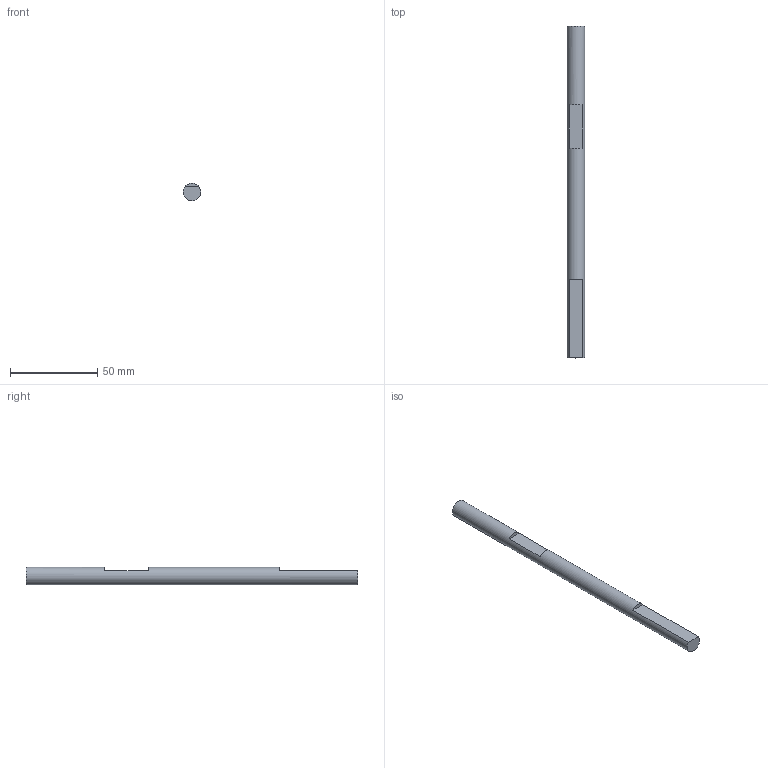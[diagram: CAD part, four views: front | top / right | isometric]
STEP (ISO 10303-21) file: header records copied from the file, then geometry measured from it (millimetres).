
FILE_DESCRIPTION(/* description */ (''),/* implementation_level */ '2;1');
FILE_NAME(/* name */ 'Horizontale Achse v8.step',/* time_stamp */ '2025-04-10T13:00:58+02:00',/* author */ (''),/* organization */ (''),/* preprocessor_version */ 'ST-DEVELOPER v20.1',/* originating_system */ 'Autodesk Translation Framework v14.4.0.0',/* authorisation */ '');
FILE_SCHEMA (('AUTOMOTIVE_DESIGN { 1 0 10303 214 3 1 1 }'));
Length unit declared in the file: millimetre
Products named in the file (1): Horizontale Achse
Bounding box: 10 x 190 x 10 mm (x, y, z)
Volume: 14139.8 mm3; surface area: 6059.4 mm2
Topology: 1 solids, 1 shells, 8 faces, 15 edges, 10 vertices
Faces by surface type: plane 7, cylinder 1
Full cylindrical faces by diameter (mm): 10 x1
Entity records: 238 total; most frequent: DIRECTION 39, CARTESIAN_POINT 34, ORIENTED_EDGE 30, EDGE_CURVE 15, AXIS2_PLACEMENT_3D 15, VERTEX_POINT 10, EDGE_LOOP 9, LINE 9
